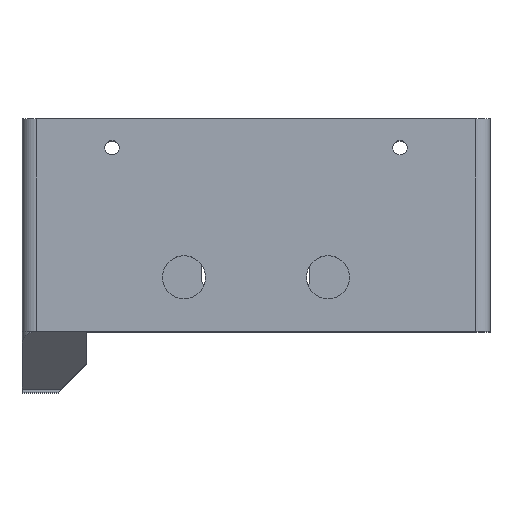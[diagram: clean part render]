
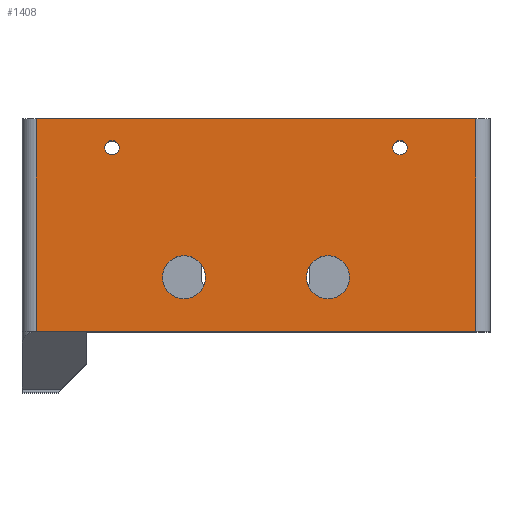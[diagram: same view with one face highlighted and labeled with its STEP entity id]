
A CAD part, top view. The second image highlights one B-rep face of the part: STEP entity #1408.
In plain terms, the highlighted planar face has unit normal (0, 0, 1).
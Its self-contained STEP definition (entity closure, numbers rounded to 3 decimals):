
#21=FACE_BOUND('',#204,.T.);
#22=FACE_BOUND('',#205,.T.);
#23=FACE_BOUND('',#206,.T.);
#24=FACE_BOUND('',#207,.T.);
#56=PLANE('',#1550);
#120=FACE_OUTER_BOUND('',#203,.T.);
#203=EDGE_LOOP('',(#1062,#1063,#1064,#1065));
#204=EDGE_LOOP('',(#1066));
#205=EDGE_LOOP('',(#1067));
#206=EDGE_LOOP('',(#1068));
#207=EDGE_LOOP('',(#1069));
#322=LINE('',#2238,#453);
#324=LINE('',#2244,#455);
#325=LINE('',#2246,#456);
#326=LINE('',#2247,#457);
#453=VECTOR('',#1817,10.);
#455=VECTOR('',#1823,10.);
#456=VECTOR('',#1824,10.);
#457=VECTOR('',#1825,10.);
#559=CIRCLE('',#1523,3.);
#561=CIRCLE('',#1526,3.);
#565=CIRCLE('',#1532,1.);
#569=CIRCLE('',#1538,1.);
#643=VERTEX_POINT('',#2177);
#645=VERTEX_POINT('',#2183);
#649=VERTEX_POINT('',#2195);
#653=VERTEX_POINT('',#2207);
#664=VERTEX_POINT('',#2235);
#665=VERTEX_POINT('',#2237);
#667=VERTEX_POINT('',#2243);
#668=VERTEX_POINT('',#2245);
#796=EDGE_CURVE('',#643,#643,#559,.T.);
#799=EDGE_CURVE('',#645,#645,#561,.T.);
#805=EDGE_CURVE('',#649,#649,#565,.T.);
#811=EDGE_CURVE('',#653,#653,#569,.T.);
#825=EDGE_CURVE('',#665,#664,#322,.T.);
#828=EDGE_CURVE('',#664,#667,#324,.T.);
#829=EDGE_CURVE('',#668,#667,#325,.T.);
#830=EDGE_CURVE('',#665,#668,#326,.T.);
#1062=ORIENTED_EDGE('',*,*,#828,.T.);
#1063=ORIENTED_EDGE('',*,*,#829,.F.);
#1064=ORIENTED_EDGE('',*,*,#830,.F.);
#1065=ORIENTED_EDGE('',*,*,#825,.T.);
#1066=ORIENTED_EDGE('',*,*,#796,.T.);
#1067=ORIENTED_EDGE('',*,*,#799,.T.);
#1068=ORIENTED_EDGE('',*,*,#805,.T.);
#1069=ORIENTED_EDGE('',*,*,#811,.T.);
#1408=ADVANCED_FACE('',(#120,#21,#22,#23,#24),#56,.T.);
#1523=AXIS2_PLACEMENT_3D('',#2178,#1753,#1754);
#1526=AXIS2_PLACEMENT_3D('',#2184,#1760,#1761);
#1532=AXIS2_PLACEMENT_3D('',#2196,#1774,#1775);
#1538=AXIS2_PLACEMENT_3D('',#2208,#1788,#1789);
#1550=AXIS2_PLACEMENT_3D('',#2242,#1821,#1822);
#1753=DIRECTION('center_axis',(0.,0.,-1.));
#1754=DIRECTION('ref_axis',(1.,0.,0.));
#1760=DIRECTION('center_axis',(0.,0.,-1.));
#1761=DIRECTION('ref_axis',(1.,0.,0.));
#1774=DIRECTION('center_axis',(0.,0.,-1.));
#1775=DIRECTION('ref_axis',(1.,0.,0.));
#1788=DIRECTION('center_axis',(0.,0.,-1.));
#1789=DIRECTION('ref_axis',(1.,0.,0.));
#1817=DIRECTION('',(0.,1.,0.));
#1821=DIRECTION('center_axis',(0.,0.,1.));
#1822=DIRECTION('ref_axis',(1.,0.,0.));
#1823=DIRECTION('',(-1.,0.,0.));
#1824=DIRECTION('',(0.,1.,0.));
#1825=DIRECTION('',(-1.,0.,0.));
#2177=CARTESIAN_POINT('',(7.,6.,29.5));
#2178=CARTESIAN_POINT('Origin',(10.,6.,29.5));
#2183=CARTESIAN_POINT('',(-13.,6.,29.5));
#2184=CARTESIAN_POINT('Origin',(-10.,6.,29.5));
#2195=CARTESIAN_POINT('',(-21.,24.,29.5));
#2196=CARTESIAN_POINT('Origin',(-20.,24.,29.5));
#2207=CARTESIAN_POINT('',(19.,24.,29.5));
#2208=CARTESIAN_POINT('Origin',(20.,24.,29.5));
#2235=CARTESIAN_POINT('',(30.5,28.,29.5));
#2237=CARTESIAN_POINT('',(30.5,-1.5,29.5));
#2238=CARTESIAN_POINT('',(30.5,-1.5,29.5));
#2242=CARTESIAN_POINT('Origin',(-30.5,-1.5,29.5));
#2243=CARTESIAN_POINT('',(-30.5,28.,29.5));
#2244=CARTESIAN_POINT('',(-15.25,28.,29.5));
#2245=CARTESIAN_POINT('',(-30.5,-1.5,29.5));
#2246=CARTESIAN_POINT('',(-30.5,-1.5,29.5));
#2247=CARTESIAN_POINT('',(30.5,-1.5,29.5));
